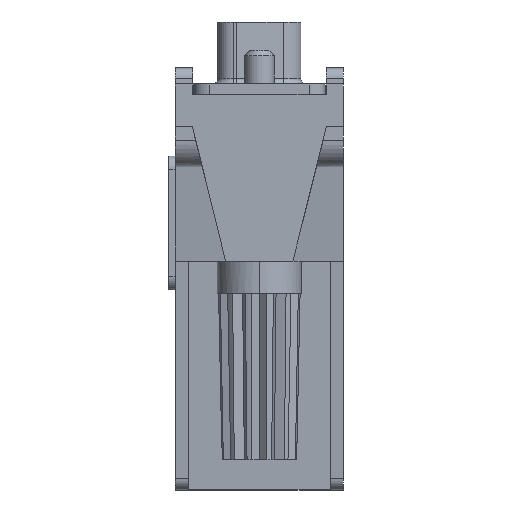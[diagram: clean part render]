
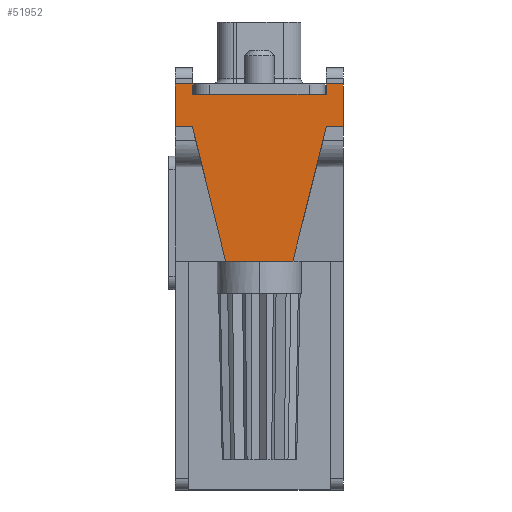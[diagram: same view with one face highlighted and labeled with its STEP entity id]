
A CAD part, left-side view. The second image highlights one B-rep face of the part: STEP entity #51952.
In plain terms, the highlighted planar face has unit normal (-1, 0, 0).
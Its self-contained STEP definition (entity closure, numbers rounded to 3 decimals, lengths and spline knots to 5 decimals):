
#1168 = CARTESIAN_POINT ( 'NONE',  ( -1.087, 0.315, 1.00211 ) ) ;
#1355 = CARTESIAN_POINT ( 'NONE',  ( -1.087, 0.25, 1.00211 ) ) ;
#1434 = DIRECTION ( 'NONE',  ( 0., -1., 0. ) ) ;
#1435 = VECTOR ( 'NONE', #1434, 39.37008 ) ;
#1436 = CARTESIAN_POINT ( 'NONE',  ( -1.087, 0.315, 1.00211 ) ) ;
#1437 = LINE ( 'NONE', #1436, #1435 ) ;
#3466 = CARTESIAN_POINT ( 'NONE',  ( -1.087, -0.315, 1.00211 ) ) ;
#4472 = CARTESIAN_POINT ( 'NONE',  ( -1.087, -0.315, 0.84211 ) ) ;
#4473 = DIRECTION ( 'NONE',  ( 0., 0., 1. ) ) ;
#4474 = VECTOR ( 'NONE', #4473, 39.37008 ) ;
#4475 = CARTESIAN_POINT ( 'NONE',  ( -1.087, -0.315, 1.00211 ) ) ;
#4476 = LINE ( 'NONE', #4475, #4474 ) ;
#6627 = CARTESIAN_POINT ( 'NONE',  ( -1.087, 0.126, 0.33925 ) ) ;
#6629 = DIRECTION ( 'NONE',  ( 0., -1., 0. ) ) ;
#6630 = VECTOR ( 'NONE', #6629, 39.37008 ) ;
#6631 = CARTESIAN_POINT ( 'NONE',  ( -1.087, 0.126, 0.33925 ) ) ;
#6633 = LINE ( 'NONE', #6631, #6630 ) ;
#6893 = CARTESIAN_POINT ( 'NONE',  ( -1.087, -0.126, 0.33925 ) ) ;
#7018 = CARTESIAN_POINT ( 'NONE',  ( -1.087, -0.251, 0.84211 ) ) ;
#7031 = DIRECTION ( 'NONE',  ( 0., -1., 0. ) ) ;
#7032 = VECTOR ( 'NONE', #7031, 39.37008 ) ;
#7033 = CARTESIAN_POINT ( 'NONE',  ( -1.087, 0.315, 0.84211 ) ) ;
#7034 = LINE ( 'NONE', #7033, #7032 ) ;
#7846 = CARTESIAN_POINT ( 'NONE',  ( -1.087, 0.315, 1.00211 ) ) ;
#7847 = AXIS2_PLACEMENT_3D ( 'NONE', #7846, #7851, #7850 ) ;
#7849 = VECTOR ( 'NONE', #7918, 39.37008 ) ;
#7850 = DIRECTION ( 'NONE',  ( 0., 0., -1. ) ) ;
#7851 = DIRECTION ( 'NONE',  ( 1., 0., 0. ) ) ;
#7853 = DIRECTION ( 'NONE',  ( 0., -0.241, -0.97 ) ) ;
#7854 = VECTOR ( 'NONE', #7853, 39.37008 ) ;
#7855 = CARTESIAN_POINT ( 'NONE',  ( -1.087, 0.27507, 0.93895 ) ) ;
#7856 = LINE ( 'NONE', #7855, #7854 ) ;
#7880 = FACE_OUTER_BOUND ( 'NONE', #52043, .T. ) ;
#7881 = PLANE ( 'NONE',  #7847 ) ;
#7882 = LINE ( 'NONE', #7919, #7849 ) ;
#7918 = DIRECTION ( 'NONE',  ( 0., -0.241, 0.97 ) ) ;
#7919 = CARTESIAN_POINT ( 'NONE',  ( -1.087, -0.27507, 0.93895 ) ) ;
#7975 = DIRECTION ( 'NONE',  ( 0., -1., 0. ) ) ;
#7976 = VECTOR ( 'NONE', #7975, 39.37008 ) ;
#7977 = CARTESIAN_POINT ( 'NONE',  ( -1.087, 0.315, 0.84211 ) ) ;
#7978 = LINE ( 'NONE', #7977, #7976 ) ;
#7994 = CARTESIAN_POINT ( 'NONE',  ( -1.087, -0.25, 1.00211 ) ) ;
#8007 = DIRECTION ( 'NONE',  ( 0., -1., 0. ) ) ;
#8008 = VECTOR ( 'NONE', #8007, 39.37008 ) ;
#8009 = CARTESIAN_POINT ( 'NONE',  ( -1.087, 0.315, 1.00211 ) ) ;
#8010 = LINE ( 'NONE', #8009, #8008 ) ;
#8031 = DIRECTION ( 'NONE',  ( 0., 0., -1. ) ) ;
#8032 = VECTOR ( 'NONE', #8031, 39.37008 ) ;
#8033 = CARTESIAN_POINT ( 'NONE',  ( -1.087, -0.25, 1.00211 ) ) ;
#8034 = LINE ( 'NONE', #8033, #8032 ) ;
#8049 = DIRECTION ( 'NONE',  ( 0., 0., 1. ) ) ;
#8050 = VECTOR ( 'NONE', #8049, 39.37008 ) ;
#8051 = CARTESIAN_POINT ( 'NONE',  ( -1.087, 0.315, 1.00211 ) ) ;
#8052 = LINE ( 'NONE', #8051, #8050 ) ;
#8053 = CARTESIAN_POINT ( 'NONE',  ( -1.087, -0.25, 0.96311 ) ) ;
#8055 = CARTESIAN_POINT ( 'NONE',  ( -1.087, 0.25, 0.96311 ) ) ;
#8056 = CARTESIAN_POINT ( 'NONE',  ( -1.087, 0.251, 0.84211 ) ) ;
#8141 = DIRECTION ( 'NONE',  ( 0., 1., 0. ) ) ;
#8142 = VECTOR ( 'NONE', #8141, 39.37008 ) ;
#8143 = CARTESIAN_POINT ( 'NONE',  ( -1.087, -0.25, 0.96311 ) ) ;
#8144 = LINE ( 'NONE', #8143, #8142 ) ;
#8150 = CARTESIAN_POINT ( 'NONE',  ( -1.087, 0.315, 0.84211 ) ) ;
#8191 = DIRECTION ( 'NONE',  ( 0., 0., 1. ) ) ;
#8192 = VECTOR ( 'NONE', #8191, 39.37008 ) ;
#8193 = CARTESIAN_POINT ( 'NONE',  ( -1.087, 0.25, 1.00211 ) ) ;
#8194 = LINE ( 'NONE', #8193, #8192 ) ;
#35563 = VERTEX_POINT ( 'NONE', #1168 ) ;
#35643 = VERTEX_POINT ( 'NONE', #1355 ) ;
#35655 = EDGE_CURVE ( 'NONE', #35563, #35643, #1437, .T. ) ;
#50501 = VERTEX_POINT ( 'NONE', #3466 ) ;
#50693 = EDGE_CURVE ( 'NONE', #50694, #50501, #4476, .T. ) ;
#50694 = VERTEX_POINT ( 'NONE', #4472 ) ;
#51379 = EDGE_CURVE ( 'NONE', #51380, #51508, #6633, .T. ) ;
#51380 = VERTEX_POINT ( 'NONE', #6627 ) ;
#51508 = VERTEX_POINT ( 'NONE', #6893 ) ;
#51571 = VERTEX_POINT ( 'NONE', #7018 ) ;
#51597 = EDGE_CURVE ( 'NONE', #51571, #50694, #7034, .T. ) ;
#51924 = ORIENTED_EDGE ( 'NONE', *, *, #51954, .T. ) ;
#51926 = ORIENTED_EDGE ( 'NONE', *, *, #35655, .F. ) ;
#51927 = ORIENTED_EDGE ( 'NONE', *, *, #51998, .F. ) ;
#51947 = EDGE_CURVE ( 'NONE', #52030, #51380, #7856, .T. ) ;
#51948 = ORIENTED_EDGE ( 'NONE', *, *, #51379, .T. ) ;
#51952 = ADVANCED_FACE ( 'NONE', ( #7880 ), #7881, .F. ) ;
#51954 = EDGE_CURVE ( 'NONE', #51508, #51571, #7882, .T. ) ;
#51960 = EDGE_CURVE ( 'NONE', #52056, #52030, #7978, .T. ) ;
#51964 = ORIENTED_EDGE ( 'NONE', *, *, #52066, .T. ) ;
#51979 = ORIENTED_EDGE ( 'NONE', *, *, #51980, .F. ) ;
#51980 = EDGE_CURVE ( 'NONE', #51988, #50501, #8010, .T. ) ;
#51986 = ORIENTED_EDGE ( 'NONE', *, *, #50693, .T. ) ;
#51988 = VERTEX_POINT ( 'NONE', #7994 ) ;
#51992 = VERTEX_POINT ( 'NONE', #8055 ) ;
#51995 = ORIENTED_EDGE ( 'NONE', *, *, #52064, .T. ) ;
#51997 = VERTEX_POINT ( 'NONE', #8053 ) ;
#51998 = EDGE_CURVE ( 'NONE', #52056, #35563, #8052, .T. ) ;
#52011 = ORIENTED_EDGE ( 'NONE', *, *, #51960, .T. ) ;
#52014 = ORIENTED_EDGE ( 'NONE', *, *, #52015, .T. ) ;
#52015 = EDGE_CURVE ( 'NONE', #51988, #51997, #8034, .T. ) ;
#52026 = ORIENTED_EDGE ( 'NONE', *, *, #51947, .T. ) ;
#52030 = VERTEX_POINT ( 'NONE', #8056 ) ;
#52041 = ORIENTED_EDGE ( 'NONE', *, *, #51597, .T. ) ;
#52043 = EDGE_LOOP ( 'NONE', ( #51995, #51964, #51926, #51927, #52011, #52026, #51948, #51924, #52041, #51986, #51979, #52014 ) ) ;
#52056 = VERTEX_POINT ( 'NONE', #8150 ) ;
#52064 = EDGE_CURVE ( 'NONE', #51997, #51992, #8144, .T. ) ;
#52066 = EDGE_CURVE ( 'NONE', #51992, #35643, #8194, .T. ) ;
